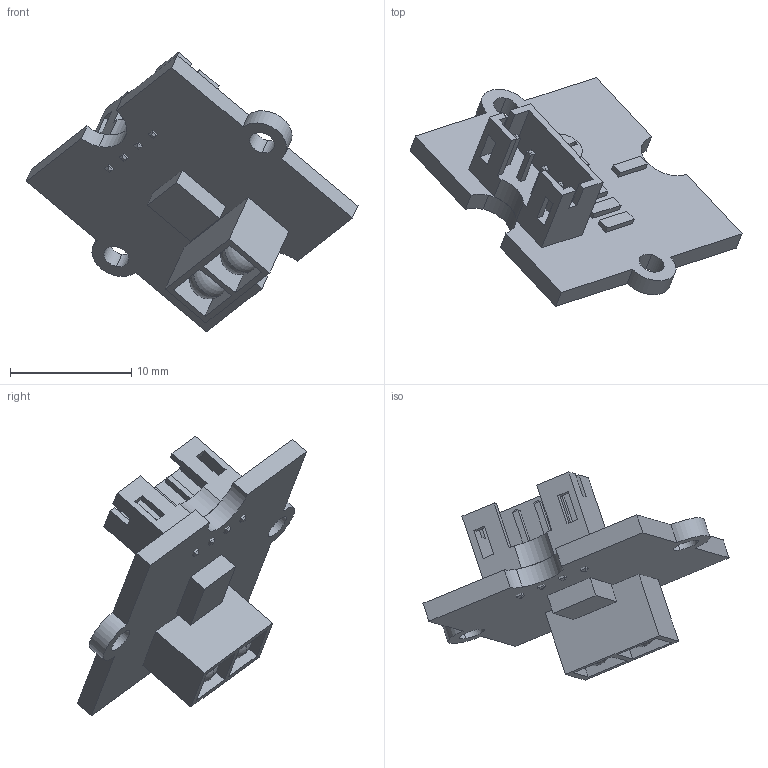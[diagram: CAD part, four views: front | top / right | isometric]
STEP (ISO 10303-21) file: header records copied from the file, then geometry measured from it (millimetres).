
FILE_DESCRIPTION (( 'STEP AP214' ), '1' );
FILE_NAME ('41507_TX-GROVE LINEFINDER SENSOR.STEP', '2018-07-30T18:57:16', ( '' ), ( '' ), 'SwSTEP 2.0', 'SolidWorks 2016', '' );
FILE_SCHEMA (( 'AUTOMOTIVE_DESIGN' ));
Length unit declared in the file: millimetre
Products named in the file (1): 41507_TX-GROVE LINEFINDER SENSOR
Bounding box: 27.4 x 18.93 x 23.08 mm (x, y, z)
Volume: 993.9 mm3; surface area: 1639.4 mm2
Topology: 2 solids, 2 shells, 189 faces, 472 edges, 302 vertices
Faces by surface type: plane 168, cylinder 17, sphere 4
Entity records: 7571 total; most frequent: CARTESIAN_POINT 952, ORIENTED_EDGE 928, DIRECTION 882, EDGE_CURVE 464, LINE 426, VECTOR 426, VERTEX_POINT 298, AXIS2_PLACEMENT_3D 228
